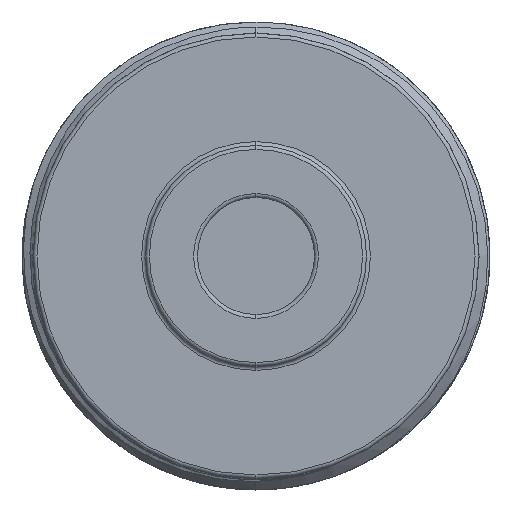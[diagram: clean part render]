
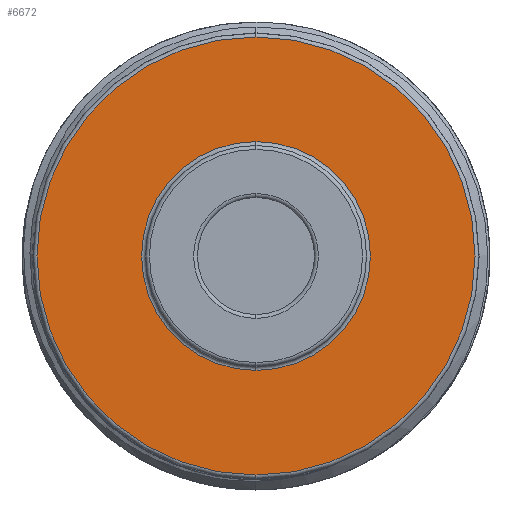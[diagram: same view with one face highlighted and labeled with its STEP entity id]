
A CAD part, front view. The second image highlights one B-rep face of the part: STEP entity #6672.
In plain terms, the highlighted planar face has unit normal (0, -1, 0).
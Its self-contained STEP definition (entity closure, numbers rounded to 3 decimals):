
#42 = VERTEX_POINT ( 'NONE', #4163 ) ;
#94 = PLANE ( 'NONE',  #8485 ) ;
#418 = AXIS2_PLACEMENT_3D ( 'NONE', #5040, #679, #5794 ) ;
#561 = DIRECTION ( 'NONE',  ( 0., 0., -1. ) ) ;
#679 = DIRECTION ( 'NONE',  ( 0., 1., 0. ) ) ;
#828 = DIRECTION ( 'NONE',  ( 0., 0., -1. ) ) ;
#1001 = EDGE_CURVE ( 'NONE', #42, #4211, #9447, .T. ) ;
#1025 = DIRECTION ( 'NONE',  ( 0., -1., 0. ) ) ;
#1143 = FACE_BOUND ( 'NONE', #4476, .T. ) ;
#1196 = CIRCLE ( 'NONE', #2636, 8.8 ) ;
#1606 = CARTESIAN_POINT ( 'NONE',  ( 0., -43.2, 8.8 ) ) ;
#2636 = AXIS2_PLACEMENT_3D ( 'NONE', #3957, #9115, #4683 ) ;
#2975 = CARTESIAN_POINT ( 'NONE',  ( 0., -43.2, 0. ) ) ;
#3109 = ORIENTED_EDGE ( 'NONE', *, *, #1001, .T. ) ;
#3438 = VERTEX_POINT ( 'NONE', #4392 ) ;
#3957 = CARTESIAN_POINT ( 'NONE',  ( 0., -43.2, 0. ) ) ;
#4163 = CARTESIAN_POINT ( 'NONE',  ( 0., -43.2, -8.8 ) ) ;
#4182 = ORIENTED_EDGE ( 'NONE', *, *, #6315, .T. ) ;
#4211 = VERTEX_POINT ( 'NONE', #1606 ) ;
#4392 = CARTESIAN_POINT ( 'NONE',  ( 0., -43.2, -16.85 ) ) ;
#4476 = EDGE_LOOP ( 'NONE', ( #3109, #8133 ) ) ;
#4511 = CARTESIAN_POINT ( 'NONE',  ( 0., -43.2, 16.85 ) ) ;
#4683 = DIRECTION ( 'NONE',  ( 0., 0., -1. ) ) ;
#4918 = DIRECTION ( 'NONE',  ( 0., -1., 0. ) ) ;
#5040 = CARTESIAN_POINT ( 'NONE',  ( 0., -43.2, 0. ) ) ;
#5183 = DIRECTION ( 'NONE',  ( 0., -1., 0. ) ) ;
#5243 = EDGE_CURVE ( 'NONE', #3438, #8726, #6657, .T. ) ;
#5398 = CARTESIAN_POINT ( 'NONE',  ( 0., -43.2, 0. ) ) ;
#5794 = DIRECTION ( 'NONE',  ( 0., 0., -1. ) ) ;
#6157 = DIRECTION ( 'NONE',  ( 0., 0., -1. ) ) ;
#6164 = ORIENTED_EDGE ( 'NONE', *, *, #5243, .T. ) ;
#6315 = EDGE_CURVE ( 'NONE', #8726, #3438, #6655, .T. ) ;
#6655 = CIRCLE ( 'NONE', #7183, 16.85 ) ;
#6657 = CIRCLE ( 'NONE', #8875, 16.85 ) ;
#6672 = ADVANCED_FACE ( 'NONE', ( #1143, #8493 ), #94, .T. ) ;
#7183 = AXIS2_PLACEMENT_3D ( 'NONE', #9340, #4918, #561 ) ;
#8133 = ORIENTED_EDGE ( 'NONE', *, *, #8968, .T. ) ;
#8485 = AXIS2_PLACEMENT_3D ( 'NONE', #2975, #5183, #828 ) ;
#8493 = FACE_OUTER_BOUND ( 'NONE', #9470, .T. ) ;
#8726 = VERTEX_POINT ( 'NONE', #4511 ) ;
#8875 = AXIS2_PLACEMENT_3D ( 'NONE', #5398, #1025, #6157 ) ;
#8968 = EDGE_CURVE ( 'NONE', #4211, #42, #1196, .T. ) ;
#9115 = DIRECTION ( 'NONE',  ( 0., 1., 0. ) ) ;
#9340 = CARTESIAN_POINT ( 'NONE',  ( 0., -43.2, 0. ) ) ;
#9447 = CIRCLE ( 'NONE', #418, 8.8 ) ;
#9470 = EDGE_LOOP ( 'NONE', ( #6164, #4182 ) ) ;
